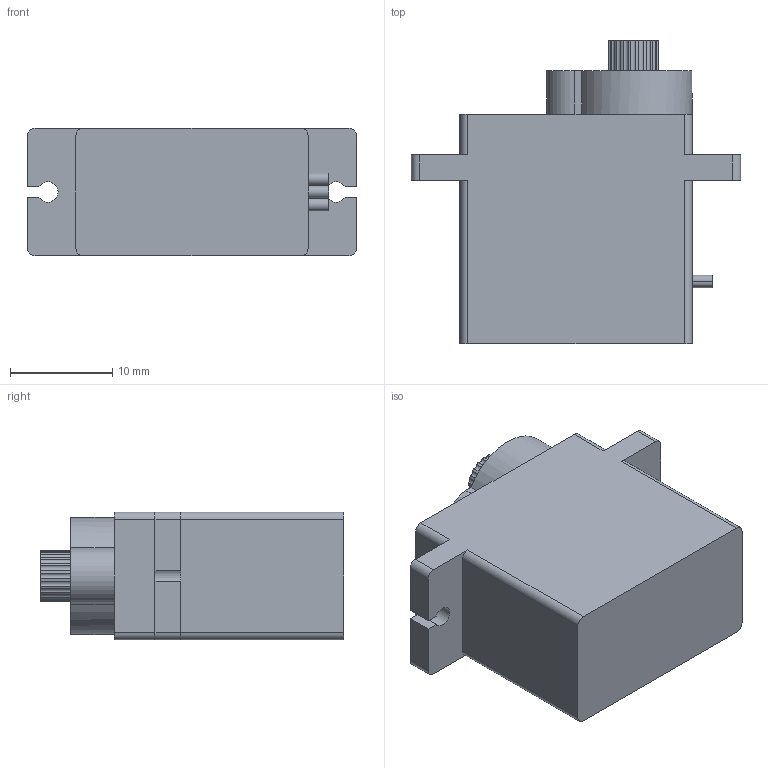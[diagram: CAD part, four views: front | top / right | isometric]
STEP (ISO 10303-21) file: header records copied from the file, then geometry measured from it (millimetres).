
FILE_DESCRIPTION((''),'2;1');
FILE_NAME('SG90-SERVO','2023-01-06T00:41:18',('kokom'),(''),'CREO PARAMETRIC BY PTC INC, 2022073','CREO PARAMETRIC BY PTC INC, 2022073','');
FILE_SCHEMA(('CONFIG_CONTROL_DESIGN'));
Length unit declared in the file: millimetre
Products named in the file (1): SG90-SERVO
Bounding box: 32.25 x 29.75 x 12.5 mm (x, y, z)
Volume: 7212.7 mm3; surface area: 2698.8 mm2
Topology: 1 solids, 1 shells, 92 faces, 254 edges, 169 vertices
Faces by surface type: cylinder 44, plane 28, extrusion 20
Entity records: 3217 total; most frequent: CARTESIAN_POINT 755, ORIENTED_EDGE 508, DIRECTION 507, EDGE_CURVE 254, AXIS2_PLACEMENT_3D 181, VERTEX_POINT 169, VECTOR 145, LINE 125
